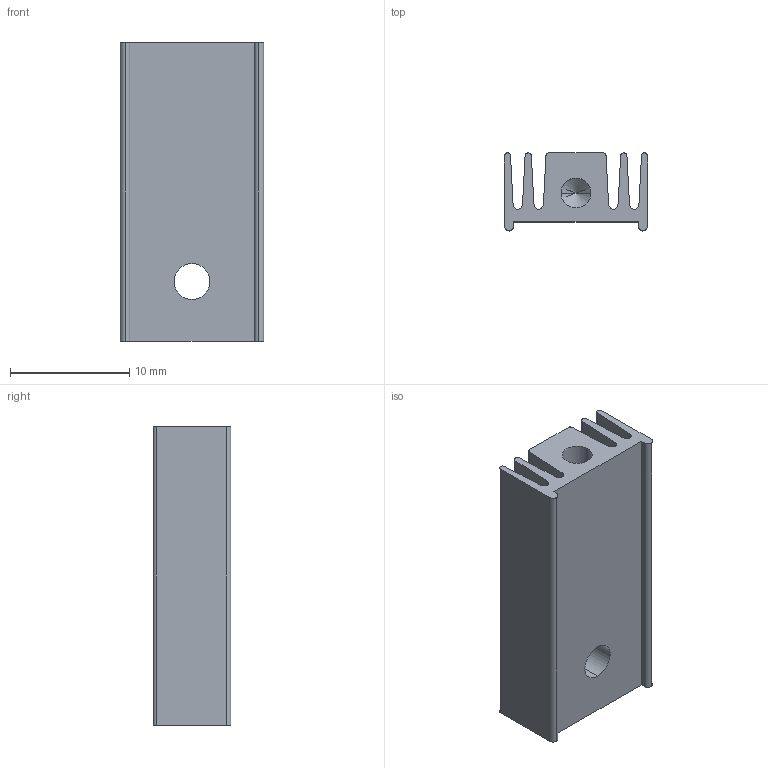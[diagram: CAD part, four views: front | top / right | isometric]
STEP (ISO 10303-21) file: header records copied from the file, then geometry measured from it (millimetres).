
FILE_DESCRIPTION(('STEP AP214'),'1');
FILE_NAME('v5629g.stp','2018-07-24T06:21:19',('TraceParts'),('TraceParts S.A.'),'Spatial InterOp 3D',' ',' ');
FILE_SCHEMA(('automotive_design'));
Length unit declared in the file: millimetre
Products named in the file (1): v5629g
Bounding box: 12 x 6.5 x 25 mm (x, y, z)
Volume: 1199.4 mm3; surface area: 1995.3 mm2
Topology: 1 solids, 1 shells, 48 faces, 136 edges, 89 vertices
Faces by surface type: cylinder 26, plane 20, cone 2
Entity records: 1581 total; most frequent: DIRECTION 284, CARTESIAN_POINT 272, ORIENTED_EDGE 268, EDGE_CURVE 134, AXIS2_PLACEMENT_3D 101, VERTEX_POINT 89, LINE 82, VECTOR 82
